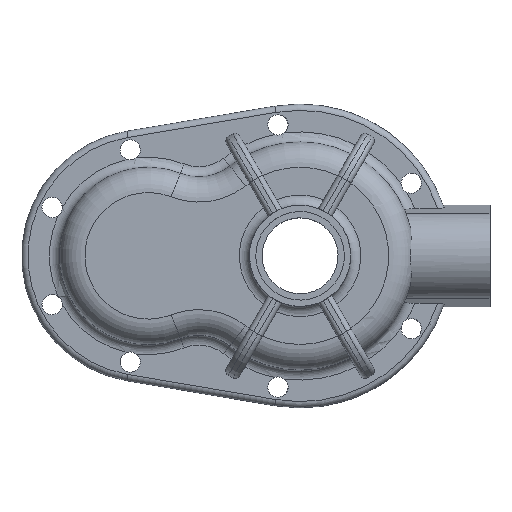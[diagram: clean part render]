
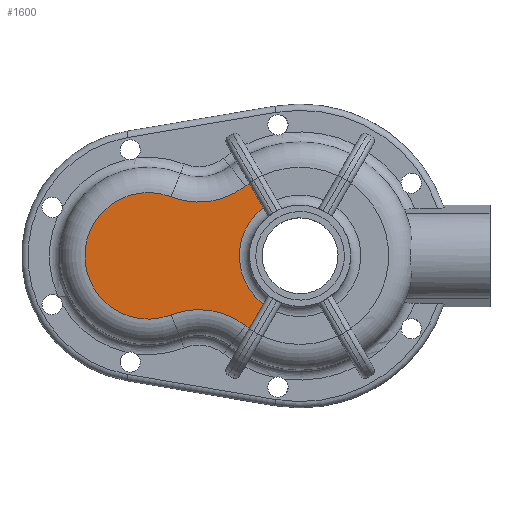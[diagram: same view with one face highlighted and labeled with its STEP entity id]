
A CAD part, top view. The second image highlights one B-rep face of the part: STEP entity #1600.
In plain terms, the highlighted planar face has unit normal (0, 0, 1).
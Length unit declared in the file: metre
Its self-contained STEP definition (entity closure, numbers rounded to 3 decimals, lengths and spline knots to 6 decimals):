
#1600=ADVANCED_FACE('', (#32850), #33400, .T.);
#31320=VERTEX_POINT('', #31330);
#31330=CARTESIAN_POINT('', (0.000064, 0.0016, 
   0.00061));
#31340=EDGE_CURVE('', #31390, #31320, #31350, .T.);
#31350=LINE('', #31360, #31370);
#31360=CARTESIAN_POINT('', (0.000936, 0.00009, 
   0.00061));
#31370=VECTOR('', #31380, 1.);
#31380=DIRECTION('', (-0.5, 0.866, 
   0.));
#31390=VERTEX_POINT('', #31400);
#31400=CARTESIAN_POINT('', (0.000341, 0.001121, 
   0.00061));
#31810=EDGE_CURVE('', #31390, #31870, #31820, .T.);
#31820=CIRCLE('', #31830, 0.0012);
#31830=AXIS2_PLACEMENT_3D('', #31840, #31850, #31860);
#31840=CARTESIAN_POINT('', (0.001066, 0.000165, 
   0.00061));
#31850=DIRECTION('', (0., 0., 
   1.));
#31860=DIRECTION('', (-0.615, -0.788, 
   0.));
#31870=VERTEX_POINT('', #31880);
#31880=CARTESIAN_POINT('', (0.000341, -0.000791, 
   0.00061));
#32850=FACE_OUTER_BOUND('', #32860, .T.);
#32860=EDGE_LOOP('', (#32870, #32880, #32890, #32900, #32910, #32920, 
   #32930, #32940));
#32870=ORIENTED_EDGE('', *, *, #31340, .T.);
#32880=ORIENTED_EDGE('', *, *, #32950, .F.);
#32890=ORIENTED_EDGE('', *, *, #33030, .F.);
#32900=ORIENTED_EDGE('', *, *, #33110, .F.);
#32910=ORIENTED_EDGE('', *, *, #33190, .F.);
#32920=ORIENTED_EDGE('', *, *, #33270, .F.);
#32930=ORIENTED_EDGE('', *, *, #33350, .T.);
#32940=ORIENTED_EDGE('', *, *, #31810, .F.);
#32950=EDGE_CURVE('', #33010, #31320, #32960, .T.);
#32960=CIRCLE('', #32970, 0.00175);
#32970=AXIS2_PLACEMENT_3D('', #32980, #32990, #33000);
#32980=CARTESIAN_POINT('', (0.001066, 0.000165, 
   0.00061));
#32990=DIRECTION('', (0., 0., 
   -1.));
#33000=DIRECTION('', (-0.167, 0.986, 
   0.));
#33010=VERTEX_POINT('', #33020);
#33020=CARTESIAN_POINT('', (-0.000011, 0.001544, 
   0.00061));
#33030=EDGE_CURVE('', #33090, #33010, #33040, .T.);
#33040=CIRCLE('', #33050, 0.0015);
#33050=AXIS2_PLACEMENT_3D('', #33060, #33070, #33080);
#33060=CARTESIAN_POINT('', (-0.000934, 0.002727, 
   0.00061));
#33070=DIRECTION('', (0., 0., 
   1.));
#33080=DIRECTION('', (0.145, -0.989, 
   0.));
#33090=VERTEX_POINT('', #33100);
#33100=CARTESIAN_POINT('', (-0.00148, 0.001329, 
   0.00061));
#33110=EDGE_CURVE('', #33170, #33090, #33120, .T.);
#33120=CIRCLE('', #33130, 0.00125);
#33130=AXIS2_PLACEMENT_3D('', #33140, #33150, #33160);
#33140=CARTESIAN_POINT('', (-0.001934, 0.000165, 
   0.00061));
#33150=DIRECTION('', (0., 0., 
   -1.));
#33160=DIRECTION('', (-0.167, -0.986, 
   0.));
#33170=VERTEX_POINT('', #33180);
#33180=CARTESIAN_POINT('', (-0.00148, -0.001, 
   0.00061));
#33190=EDGE_CURVE('', #33250, #33170, #33200, .T.);
#33200=CIRCLE('', #33210, 0.0015);
#33210=AXIS2_PLACEMENT_3D('', #33220, #33230, #33240);
#33220=CARTESIAN_POINT('', (-0.000934, -0.002397, 
   0.00061));
#33230=DIRECTION('', (0., 0., 
   1.));
#33240=DIRECTION('', (0.145, 0.989, 
   0.));
#33250=VERTEX_POINT('', #33260);
#33260=CARTESIAN_POINT('', (-0.000011, -0.001215, 
   0.00061));
#33270=EDGE_CURVE('', #33330, #33250, #33280, .T.);
#33280=CIRCLE('', #33290, 0.00175);
#33290=AXIS2_PLACEMENT_3D('', #33300, #33310, #33320);
#33300=CARTESIAN_POINT('', (0.001066, 0.000165, 
   0.00061));
#33310=DIRECTION('', (0., 0., 
   -1.));
#33320=DIRECTION('', (-0.167, 0.986, 
   0.));
#33330=VERTEX_POINT('', #33340);
#33340=CARTESIAN_POINT('', (0.000064, -0.00127, 
   0.00061));
#33350=EDGE_CURVE('', #33330, #31870, #33360, .T.);
#33360=LINE('', #33370, #33380);
#33370=CARTESIAN_POINT('', (0.000936, 0.00024, 
   0.00061));
#33380=VECTOR('', #33390, 1.);
#33390=DIRECTION('', (0.5, 0.866, 
   0.));
#33400=PLANE('', #33410);
#33410=AXIS2_PLACEMENT_3D('', #33420, #33430, #33440);
#33420=CARTESIAN_POINT('', (0.001066, 0.000165, 
   0.00061));
#33430=DIRECTION('', (0., 0., 
   1.));
#33440=DIRECTION('', (1., 0., 
   0.));
